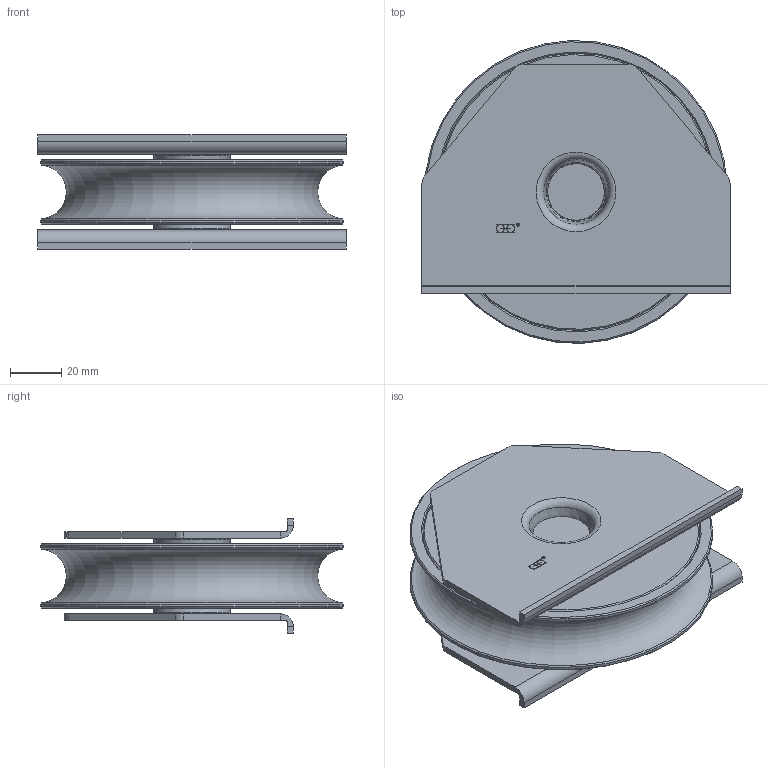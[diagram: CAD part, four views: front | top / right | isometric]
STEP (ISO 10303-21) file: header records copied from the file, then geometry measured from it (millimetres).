
FILE_DESCRIPTION(/* description */ (''),/* implementation_level */ '2;1');
FILE_NAME(/* name */ '23121R21.stp',/* time_stamp */ '2019-08-12T09:40:21+02:00',/* author */ ('DOMINIQUE'),/* organization */ (''),/* preprocessor_version */ 'ST-DEVELOPER v17.2',/* originating_system */ 'Autodesk Inventor 2019',/* authorisation */ '');
FILE_SCHEMA (('AUTOMOTIVE_DESIGN { 1 0 10303 214 3 1 1 }'));
Length unit declared in the file: millimetre
Products named in the file (1): 23121R21
Bounding box: 120 x 117.92 x 44.5 mm (x, y, z)
Volume: 245336 mm3; surface area: 84797 mm2
Topology: 5 solids, 5 shells, 247 faces, 692 edges, 471 vertices
Faces by surface type: plane 138, cylinder 63, torus 27, cone 12, sphere 7
Full cylindrical faces by diameter (mm): 1.151 x2, 1.25 x2, 13.5 x1, 16.9 x1, 17 x1, 17.2 x2, 22 x1, 24.36 x2, 31 x2, 32.64 x2, 36.5 x1, 40 x2, 40.4 x1, 45 x1, 118 x2
Entity records: 8997 total; most frequent: CARTESIAN_POINT 2138, DIRECTION 1393, ORIENTED_EDGE 1354, EDGE_CURVE 677, AXIS2_PLACEMENT_3D 524, VERTEX_POINT 471, LINE 345, VECTOR 345
